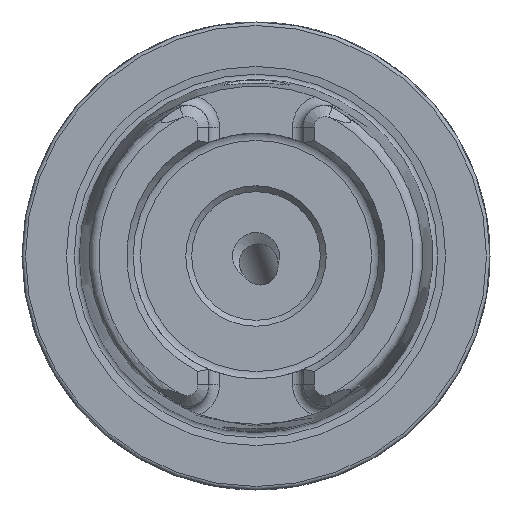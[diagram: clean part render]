
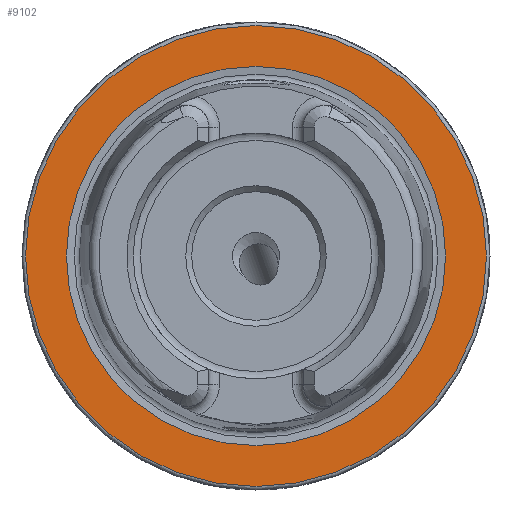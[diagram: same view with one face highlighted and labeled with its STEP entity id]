
A CAD part, left-side view. The second image highlights one B-rep face of the part: STEP entity #9102.
In plain terms, the highlighted planar face has unit normal (-1, 0, 0).
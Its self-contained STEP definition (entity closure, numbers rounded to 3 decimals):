
#418 = AXIS2_PLACEMENT_3D ( 'NONE', #6604, #1755, #3361 ) ;
#550 = FACE_OUTER_BOUND ( 'NONE', #4951, .T. ) ;
#1044 = VERTEX_POINT ( 'NONE', #7092 ) ;
#1105 = CIRCLE ( 'NONE', #9941, 16.207 ) ;
#1254 = DIRECTION ( 'NONE',  ( -1., 0., 0. ) ) ;
#1367 = CARTESIAN_POINT ( 'NONE',  ( 0., 0., 16.207 ) ) ;
#1755 = DIRECTION ( 'NONE',  ( 1., 0., 0. ) ) ;
#1801 = DIRECTION ( 'NONE',  ( 0., 0., 1. ) ) ;
#2510 = ORIENTED_EDGE ( 'NONE', *, *, #6933, .T. ) ;
#2710 = DIRECTION ( 'NONE',  ( -1., 0., 0. ) ) ;
#2828 = CARTESIAN_POINT ( 'NONE',  ( 0., 0., 0. ) ) ;
#2901 = DIRECTION ( 'NONE',  ( 0., 0., 1. ) ) ;
#3206 = CIRCLE ( 'NONE', #7288, 19.7 ) ;
#3361 = DIRECTION ( 'NONE',  ( 0., 0., -1. ) ) ;
#4951 = EDGE_LOOP ( 'NONE', ( #2510 ) ) ;
#5876 = EDGE_LOOP ( 'NONE', ( #10104 ) ) ;
#6426 = PLANE ( 'NONE',  #418 ) ;
#6604 = CARTESIAN_POINT ( 'NONE',  ( 0., 19.7, 0. ) ) ;
#6933 = EDGE_CURVE ( 'NONE', #1044, #1044, #3206, .T. ) ;
#7092 = CARTESIAN_POINT ( 'NONE',  ( 0., 0., 19.7 ) ) ;
#7114 = FACE_BOUND ( 'NONE', #5876, .T. ) ;
#7288 = AXIS2_PLACEMENT_3D ( 'NONE', #2828, #1254, #2901 ) ;
#7318 = EDGE_CURVE ( 'NONE', #9076, #9076, #1105, .T. ) ;
#9076 = VERTEX_POINT ( 'NONE', #1367 ) ;
#9102 = ADVANCED_FACE ( 'NONE', ( #7114, #550 ), #6426, .F. ) ;
#9941 = AXIS2_PLACEMENT_3D ( 'NONE', #10011, #2710, #1801 ) ;
#10011 = CARTESIAN_POINT ( 'NONE',  ( 0., 0., 0. ) ) ;
#10104 = ORIENTED_EDGE ( 'NONE', *, *, #7318, .F. ) ;
